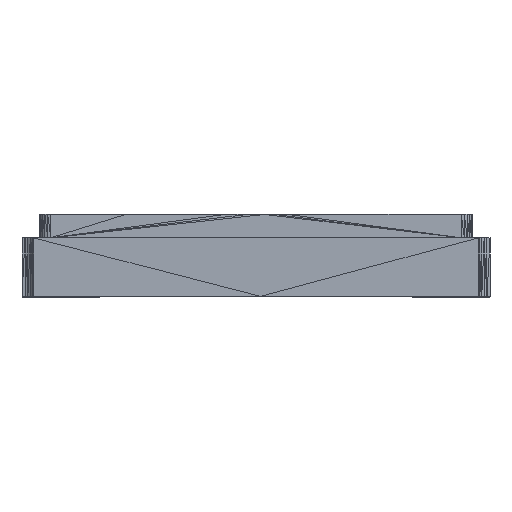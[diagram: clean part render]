
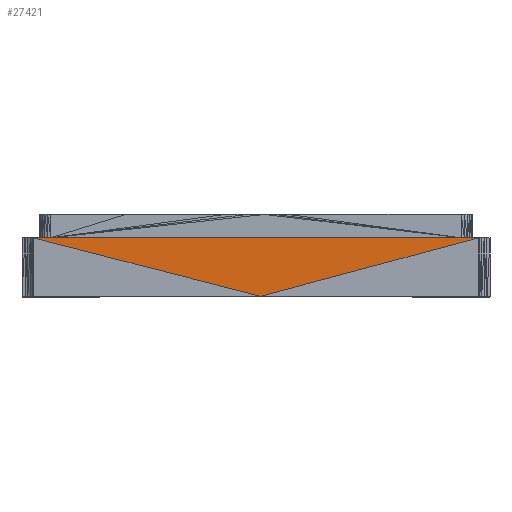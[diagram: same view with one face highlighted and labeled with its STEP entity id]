
A CAD part, front view. The second image highlights one B-rep face of the part: STEP entity #27421.
In plain terms, the highlighted planar face has unit normal (0, -1, 0).
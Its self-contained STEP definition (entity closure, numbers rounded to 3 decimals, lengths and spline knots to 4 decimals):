
#12=DIRECTION('',(1.0,0.0,0.0));
#990=VECTOR('',#12,1000.0);
#1020=DIRECTION('',(0.0,-1.0,0.0));
#23214=CARTESIAN_POINT('',(0.0753,-2.25,0.02));
#23215=VERTEX_POINT('',#23214);
#23558=CARTESIAN_POINT('',(-3.8,-2.25,1.02));
#23559=VERTEX_POINT('',#23558);
#23560=CARTESIAN_POINT('',(3.8,-2.25,1.02));
#23561=VERTEX_POINT('',#23560);
#26703=LINE('',#23558,#990);
#26704=EDGE_CURVE('',#23559,#23561,#26703,.T.);
#27372=DIRECTION('',(-0.966,0.0,-0.259));
#27373=VECTOR('',#27372,1000.0);
#27392=DIRECTION('',(0.966,0.0,0.259));
#27400=LINE('',#23560,#27373);
#27401=EDGE_CURVE('',#23561,#23215,#27400,.T.);
#27410=DIRECTION('',(0.968,0.0,-0.25));
#27411=VECTOR('',#27410,1000.0);
#27412=LINE('',#23558,#27411);
#27413=EDGE_CURVE('',#23559,#23215,#27412,.T.);
#27414=ORIENTED_EDGE('',*,*,#27401,.F.);
#27415=ORIENTED_EDGE('',*,*,#26704,.F.);
#27416=ORIENTED_EDGE('',*,*,#27413,.T.);
#27417=AXIS2_PLACEMENT_3D('',#23214,#1020,#27392);
#27418=PLANE('',#27417);
#27419=EDGE_LOOP('',(#27414,#27415,#27416));
#27420=FACE_BOUND('',#27419,.T.);
#27421=ADVANCED_FACE('',(#27420),#27418,.T.);
